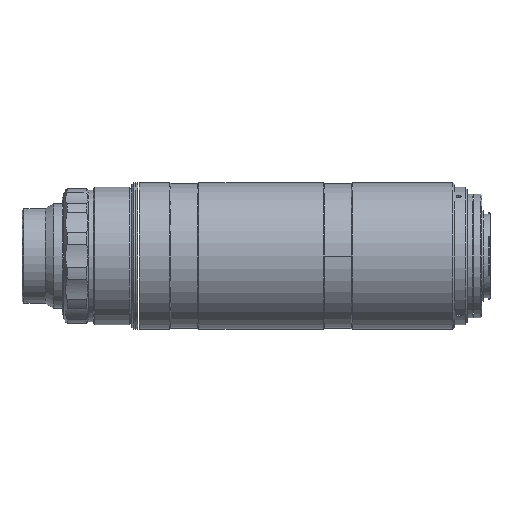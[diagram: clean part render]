
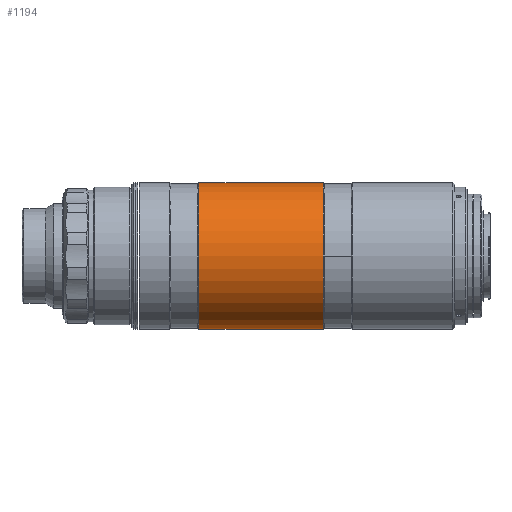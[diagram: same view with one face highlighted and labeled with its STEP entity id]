
A CAD part, front view. The second image highlights one B-rep face of the part: STEP entity #1194.
In plain terms, the highlighted cylindrical face has radius 38 mm (diameter 76 mm), a partial arc.
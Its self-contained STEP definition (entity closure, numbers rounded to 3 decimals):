
#20 = CARTESIAN_POINT ( 'NONE',  ( -192.83, 0., 38. ) ) ;
#165 = EDGE_CURVE ( 'NONE', #1368, #5427, #3439, .T. ) ;
#172 = AXIS2_PLACEMENT_3D ( 'NONE', #4354, #620, #5265 ) ;
#620 = DIRECTION ( 'NONE',  ( 1., 0., 0. ) ) ;
#625 = CIRCLE ( 'NONE', #4083, 38. ) ;
#799 = VECTOR ( 'NONE', #3898, 1000. ) ;
#893 = FACE_OUTER_BOUND ( 'NONE', #3013, .T. ) ;
#922 = CYLINDRICAL_SURFACE ( 'NONE', #4824, 38. ) ;
#1031 = ORIENTED_EDGE ( 'NONE', *, *, #5422, .T. ) ;
#1194 = ADVANCED_FACE ( 'NONE', ( #893 ), #922, .T. ) ;
#1223 = CARTESIAN_POINT ( 'NONE',  ( -143.397, 0., -38. ) ) ;
#1230 = ORIENTED_EDGE ( 'NONE', *, *, #2860, .F. ) ;
#1368 = VERTEX_POINT ( 'NONE', #20 ) ;
#1494 = AXIS2_PLACEMENT_3D ( 'NONE', #5445, #4571, #4104 ) ;
#1672 = ORIENTED_EDGE ( 'NONE', *, *, #4200, .F. ) ;
#1822 = VERTEX_POINT ( 'NONE', #2438 ) ;
#1826 = CARTESIAN_POINT ( 'NONE',  ( -143.397, 0., 0. ) ) ;
#2062 = CARTESIAN_POINT ( 'NONE',  ( -128.5, -38., 0. ) ) ;
#2204 = VERTEX_POINT ( 'NONE', #4283 ) ;
#2237 = DIRECTION ( 'NONE',  ( 0., 1., 0. ) ) ;
#2300 = ORIENTED_EDGE ( 'NONE', *, *, #3303, .F. ) ;
#2341 = CIRCLE ( 'NONE', #1494, 38. ) ;
#2438 = CARTESIAN_POINT ( 'NONE',  ( -128.5, 0., -38. ) ) ;
#2691 = CARTESIAN_POINT ( 'NONE',  ( -128.5, 0., 0. ) ) ;
#2772 = CARTESIAN_POINT ( 'NONE',  ( -143.397, 0., 38. ) ) ;
#2815 = VECTOR ( 'NONE', #4194, 1000. ) ;
#2860 = EDGE_CURVE ( 'NONE', #4013, #1822, #625, .T. ) ;
#3013 = EDGE_LOOP ( 'NONE', ( #1672, #5136, #1031, #1230, #2300 ) ) ;
#3303 = EDGE_CURVE ( 'NONE', #2204, #4013, #2341, .T. ) ;
#3439 = CIRCLE ( 'NONE', #172, 38. ) ;
#3658 = DIRECTION ( 'NONE',  ( 1., 0., 0. ) ) ;
#3898 = DIRECTION ( 'NONE',  ( 1., 0., 0. ) ) ;
#4013 = VERTEX_POINT ( 'NONE', #2062 ) ;
#4083 = AXIS2_PLACEMENT_3D ( 'NONE', #2691, #5976, #2237 ) ;
#4104 = DIRECTION ( 'NONE',  ( 0., 1., 0. ) ) ;
#4129 = LINE ( 'NONE', #2772, #2815 ) ;
#4194 = DIRECTION ( 'NONE',  ( 1., 0., 0. ) ) ;
#4200 = EDGE_CURVE ( 'NONE', #1368, #2204, #4129, .T. ) ;
#4283 = CARTESIAN_POINT ( 'NONE',  ( -128.5, 0., 38. ) ) ;
#4354 = CARTESIAN_POINT ( 'NONE',  ( -192.83, 0., 0. ) ) ;
#4571 = DIRECTION ( 'NONE',  ( 1., 0., 0. ) ) ;
#4824 = AXIS2_PLACEMENT_3D ( 'NONE', #1826, #3658, #5515 ) ;
#5136 = ORIENTED_EDGE ( 'NONE', *, *, #165, .T. ) ;
#5265 = DIRECTION ( 'NONE',  ( 0., 0., -1. ) ) ;
#5422 = EDGE_CURVE ( 'NONE', #5427, #1822, #5694, .T. ) ;
#5427 = VERTEX_POINT ( 'NONE', #5726 ) ;
#5445 = CARTESIAN_POINT ( 'NONE',  ( -128.5, 0., 0. ) ) ;
#5515 = DIRECTION ( 'NONE',  ( 0., 0., -1. ) ) ;
#5694 = LINE ( 'NONE', #1223, #799 ) ;
#5726 = CARTESIAN_POINT ( 'NONE',  ( -192.83, 0., -38. ) ) ;
#5976 = DIRECTION ( 'NONE',  ( 1., 0., 0. ) ) ;
